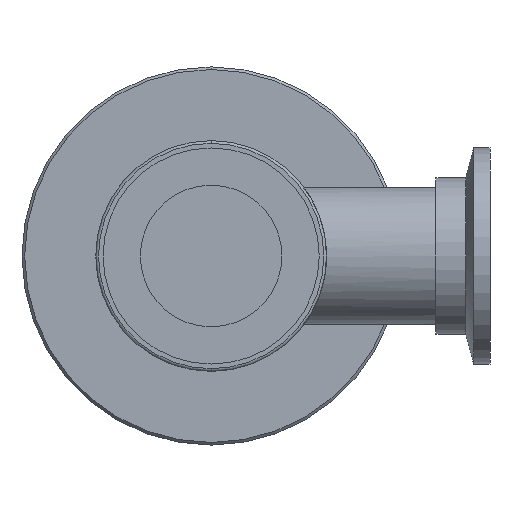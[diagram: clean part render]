
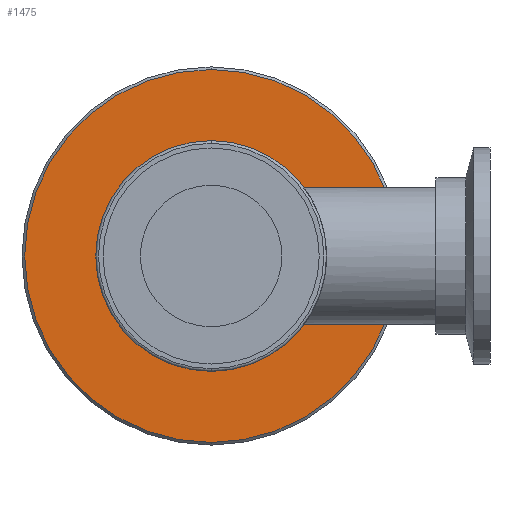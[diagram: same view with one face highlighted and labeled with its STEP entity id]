
A CAD part, front view. The second image highlights one B-rep face of the part: STEP entity #1475.
In plain terms, the highlighted planar face has unit normal (0, -1, 0).
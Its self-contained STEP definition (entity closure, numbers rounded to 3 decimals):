
#441 = CARTESIAN_POINT ( 'NONE',  ( 0., 70.3, 0. ) ) ;
#630 = EDGE_CURVE ( 'NONE', #1499, #4090, #5093, .T. ) ;
#866 = AXIS2_PLACEMENT_3D ( 'NONE', #1040, #997, #2981 ) ;
#901 = DIRECTION ( 'NONE',  ( 0., 0., -1. ) ) ;
#942 = AXIS2_PLACEMENT_3D ( 'NONE', #2159, #5327, #2607 ) ;
#997 = DIRECTION ( 'NONE',  ( 0., -1., 0. ) ) ;
#1025 = PLANE ( 'NONE',  #866 ) ;
#1040 = CARTESIAN_POINT ( 'NONE',  ( 0., 70.3, 0. ) ) ;
#1251 = CARTESIAN_POINT ( 'NONE',  ( 0., 70.3, -21.35 ) ) ;
#1425 = CIRCLE ( 'NONE', #942, 21.35 ) ;
#1475 = ADVANCED_FACE ( 'NONE', ( #3684, #2452 ), #1025, .T. ) ;
#1499 = VERTEX_POINT ( 'NONE', #2062 ) ;
#1600 = EDGE_LOOP ( 'NONE', ( #3654, #4702 ) ) ;
#1884 = CIRCLE ( 'NONE', #2862, 34.5 ) ;
#1898 = ORIENTED_EDGE ( 'NONE', *, *, #5073, .T. ) ;
#2032 = EDGE_CURVE ( 'NONE', #4090, #1499, #1425, .T. ) ;
#2037 = CARTESIAN_POINT ( 'NONE',  ( 0., 70.3, 0. ) ) ;
#2062 = CARTESIAN_POINT ( 'NONE',  ( 0., 70.3, 21.35 ) ) ;
#2159 = CARTESIAN_POINT ( 'NONE',  ( 0., 70.3, 0. ) ) ;
#2208 = EDGE_CURVE ( 'NONE', #4466, #3475, #5532, .T. ) ;
#2452 = FACE_BOUND ( 'NONE', #1600, .T. ) ;
#2487 = DIRECTION ( 'NONE',  ( 0., 0., -1. ) ) ;
#2607 = DIRECTION ( 'NONE',  ( 0., 0., -1. ) ) ;
#2770 = AXIS2_PLACEMENT_3D ( 'NONE', #441, #3637, #901 ) ;
#2862 = AXIS2_PLACEMENT_3D ( 'NONE', #2037, #5204, #2487 ) ;
#2907 = CARTESIAN_POINT ( 'NONE',  ( 0., 70.3, 0. ) ) ;
#2981 = DIRECTION ( 'NONE',  ( 0., 0., -1. ) ) ;
#3231 = CARTESIAN_POINT ( 'NONE',  ( 0., 70.3, -34.5 ) ) ;
#3301 = DIRECTION ( 'NONE',  ( 0., 0., -1. ) ) ;
#3475 = VERTEX_POINT ( 'NONE', #3803 ) ;
#3637 = DIRECTION ( 'NONE',  ( 0., -1., 0. ) ) ;
#3654 = ORIENTED_EDGE ( 'NONE', *, *, #2032, .F. ) ;
#3684 = FACE_OUTER_BOUND ( 'NONE', #4943, .T. ) ;
#3803 = CARTESIAN_POINT ( 'NONE',  ( 0., 70.3, 34.5 ) ) ;
#4090 = VERTEX_POINT ( 'NONE', #1251 ) ;
#4466 = VERTEX_POINT ( 'NONE', #3231 ) ;
#4702 = ORIENTED_EDGE ( 'NONE', *, *, #630, .F. ) ;
#4899 = AXIS2_PLACEMENT_3D ( 'NONE', #2907, #5098, #3301 ) ;
#4943 = EDGE_LOOP ( 'NONE', ( #1898, #5838 ) ) ;
#5073 = EDGE_CURVE ( 'NONE', #3475, #4466, #1884, .T. ) ;
#5093 = CIRCLE ( 'NONE', #4899, 21.35 ) ;
#5098 = DIRECTION ( 'NONE',  ( 0., -1., 0. ) ) ;
#5204 = DIRECTION ( 'NONE',  ( 0., -1., 0. ) ) ;
#5327 = DIRECTION ( 'NONE',  ( 0., -1., 0. ) ) ;
#5532 = CIRCLE ( 'NONE', #2770, 34.5 ) ;
#5838 = ORIENTED_EDGE ( 'NONE', *, *, #2208, .T. ) ;
